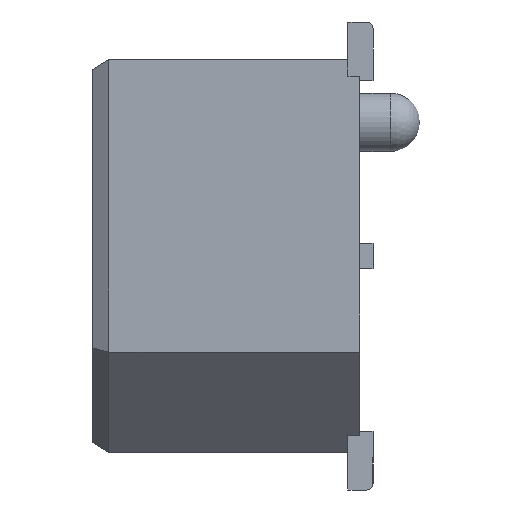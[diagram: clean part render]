
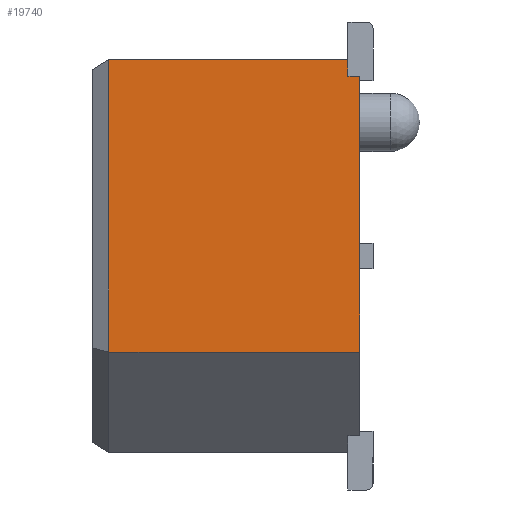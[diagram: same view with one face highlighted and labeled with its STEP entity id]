
A CAD part, left-side view. The second image highlights one B-rep face of the part: STEP entity #19740.
In plain terms, the highlighted planar face has unit normal (-1, 0, 0).
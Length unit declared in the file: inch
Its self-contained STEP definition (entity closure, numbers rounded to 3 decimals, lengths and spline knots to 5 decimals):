
#223=LINE('',#27153,#3025);
#225=LINE('',#27157,#3027);
#226=LINE('',#27159,#3028);
#227=LINE('',#27161,#3029);
#228=LINE('',#27163,#3030);
#229=LINE('',#27165,#3031);
#3025=VECTOR('',#21980,39.37008);
#3027=VECTOR('',#21984,39.37008);
#3028=VECTOR('',#21985,39.37008);
#3029=VECTOR('',#21986,39.37008);
#3030=VECTOR('',#21987,39.37008);
#3031=VECTOR('',#21988,39.37008);
#5831=ORIENTED_EDGE('',*,*,#11779,.F.);
#5832=ORIENTED_EDGE('',*,*,#11780,.F.);
#5833=ORIENTED_EDGE('',*,*,#11781,.F.);
#5834=ORIENTED_EDGE('',*,*,#11782,.F.);
#5835=ORIENTED_EDGE('',*,*,#11783,.T.);
#5836=ORIENTED_EDGE('',*,*,#11777,.T.);
#11777=EDGE_CURVE('',#14752,#14751,#223,.T.);
#11779=EDGE_CURVE('',#14753,#14751,#225,.T.);
#11780=EDGE_CURVE('',#14754,#14753,#226,.T.);
#11781=EDGE_CURVE('',#14755,#14754,#227,.T.);
#11782=EDGE_CURVE('',#14756,#14755,#228,.T.);
#11783=EDGE_CURVE('',#14756,#14752,#229,.T.);
#14751=VERTEX_POINT('',#27152);
#14752=VERTEX_POINT('',#27154);
#14753=VERTEX_POINT('',#27158);
#14754=VERTEX_POINT('',#27160);
#14755=VERTEX_POINT('',#27162);
#14756=VERTEX_POINT('',#27164);
#16807=EDGE_LOOP('',(#5831,#5832,#5833,#5834,#5835,#5836));
#17817=FACE_BOUND('',#16807,.T.);
#18824=PLANE('',#20782);
#19740=ADVANCED_FACE('',(#17817),#18824,.F.);
#20782=AXIS2_PLACEMENT_3D('',#27156,#21982,#21983);
#21980=DIRECTION('',(0.,0.,1.));
#21982=DIRECTION('',(1.,0.,0.));
#21983=DIRECTION('',(0.,0.,-1.));
#21984=DIRECTION('',(0.,-1.,0.));
#21985=DIRECTION('',(0.,0.,-1.));
#21986=DIRECTION('',(0.,-1.,0.));
#21987=DIRECTION('',(0.,0.,1.));
#21988=DIRECTION('',(0.,-1.,0.));
#27152=CARTESIAN_POINT('',(-0.394,0.,0.1075));
#27153=CARTESIAN_POINT('',(-0.394,0.,-0.0575));
#27154=CARTESIAN_POINT('',(-0.394,0.,-0.0575));
#27156=CARTESIAN_POINT('',(-0.394,0.15,-0.0575));
#27157=CARTESIAN_POINT('',(-0.394,0.15,0.1075));
#27158=CARTESIAN_POINT('',(-0.394,0.007,0.1075));
#27159=CARTESIAN_POINT('',(-0.394,0.007,-0.0575));
#27160=CARTESIAN_POINT('',(-0.394,0.007,0.1175));
#27161=CARTESIAN_POINT('',(-0.394,0.15,0.1175));
#27162=CARTESIAN_POINT('',(-0.394,0.15,0.1175));
#27163=CARTESIAN_POINT('',(-0.394,0.15,-0.0575));
#27164=CARTESIAN_POINT('',(-0.394,0.15,-0.0575));
#27165=CARTESIAN_POINT('',(-0.394,0.15,-0.0575));
